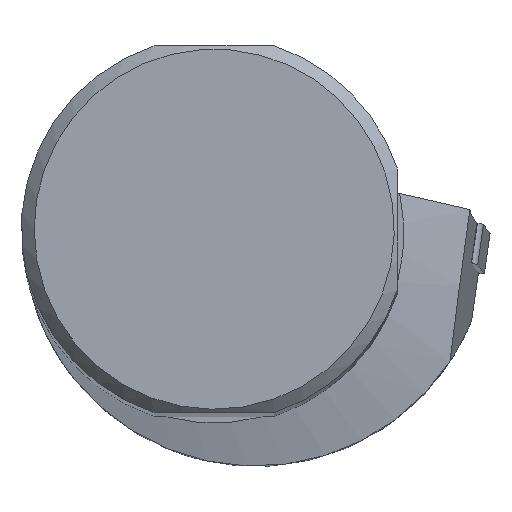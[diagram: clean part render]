
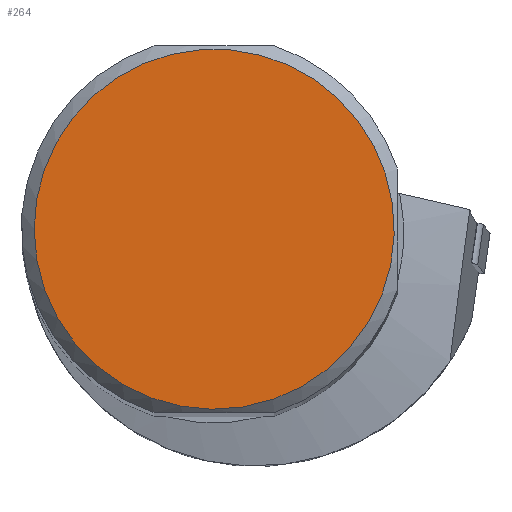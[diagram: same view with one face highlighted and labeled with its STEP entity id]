
A CAD part, top view. The second image highlights one B-rep face of the part: STEP entity #264.
In plain terms, the highlighted planar face has unit normal (0, 0, 1).
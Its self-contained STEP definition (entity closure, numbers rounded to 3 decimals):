
#90=FACE_OUTER_BOUND('',#353,.T.);
#136=PLANE('',#883);
#264=ADVANCED_FACE('',(#90),#136,.F.);
#353=EDGE_LOOP('',(#448));
#448=ORIENTED_EDGE('',*,*,#732,.F.);
#645=VERTEX_POINT('',#1260);
#732=EDGE_CURVE('',#645,#645,#832,.T.);
#832=CIRCLE('',#882,28.);
#882=AXIS2_PLACEMENT_3D('',#1259,#1019,#1020);
#883=AXIS2_PLACEMENT_3D('',#1261,#1021,#1022);
#1019=DIRECTION('',(0.,0.,-1.));
#1020=DIRECTION('',(-1.,0.,0.));
#1021=DIRECTION('',(0.,0.,-1.));
#1022=DIRECTION('',(1.,0.,0.));
#1259=CARTESIAN_POINT('',(0.,0.,0.));
#1260=CARTESIAN_POINT('',(-28.,0.,0.));
#1261=CARTESIAN_POINT('',(-1.875,0.,0.));
